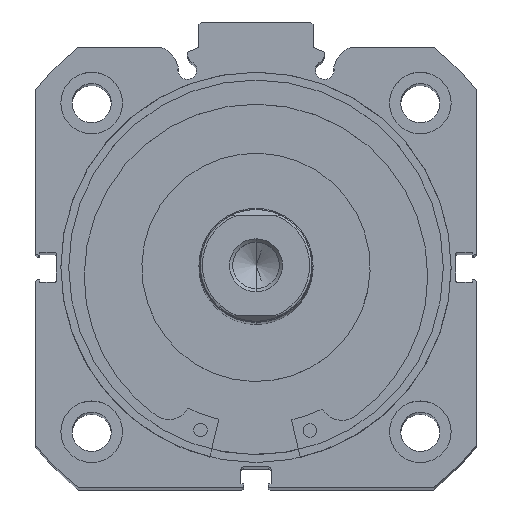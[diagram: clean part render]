
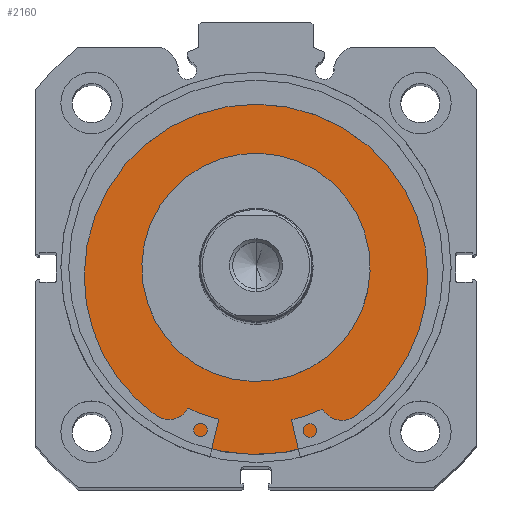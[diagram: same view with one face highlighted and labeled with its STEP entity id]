
A CAD part, top view. The second image highlights one B-rep face of the part: STEP entity #2160.
In plain terms, the highlighted face is planar.
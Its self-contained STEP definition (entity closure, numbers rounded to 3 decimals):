
#310 = EDGE_CURVE ( 'NONE', #1772, #1747, #2923, .T. ) ;
#315 = EDGE_CURVE ( 'NONE', #1767, #1730, #2929, .T. ) ;
#324 = EDGE_CURVE ( 'NONE', #1730, #1767, #2939, .T. ) ;
#325 = EDGE_CURVE ( 'NONE', #1747, #1772, #2941, .T. ) ;
#663 = EDGE_LOOP ( 'NONE', ( #2659, #2660 ) ) ;
#672 = EDGE_LOOP ( 'NONE', ( #2657, #2658 ) ) ;
#1202 = AXIS2_PLACEMENT_3D ( 'NONE', #3756, #3757, #3758 ) ;
#1206 = AXIS2_PLACEMENT_3D ( 'NONE', #3766, #3767, #3768 ) ;
#1211 = AXIS2_PLACEMENT_3D ( 'NONE', #3786, #3793, #3794 ) ;
#1212 = AXIS2_PLACEMENT_3D ( 'NONE', #3789, #3795, #3796 ) ;
#1685 = AXIS2_PLACEMENT_3D ( 'NONE', #7050, #7052, #7053 ) ;
#1730 = VERTEX_POINT ( 'NONE', #6141 ) ;
#1747 = VERTEX_POINT ( 'NONE', #6158 ) ;
#1767 = VERTEX_POINT ( 'NONE', #6178 ) ;
#1772 = VERTEX_POINT ( 'NONE', #6183 ) ;
#2160 = ADVANCED_FACE ( 'NONE', ( #5512, #5517 ), #7051, .F. ) ;
#2657 = ORIENTED_EDGE ( 'NONE', *, *, #315, .F. ) ;
#2658 = ORIENTED_EDGE ( 'NONE', *, *, #324, .F. ) ;
#2659 = ORIENTED_EDGE ( 'NONE', *, *, #310, .T. ) ;
#2660 = ORIENTED_EDGE ( 'NONE', *, *, #325, .T. ) ;
#2923 = CIRCLE ( 'NONE', #1202, 41. ) ;
#2929 = CIRCLE ( 'NONE', #1206, 25. ) ;
#2939 = CIRCLE ( 'NONE', #1211, 25. ) ;
#2941 = CIRCLE ( 'NONE', #1212, 41. ) ;
#3756 = CARTESIAN_POINT ( 'NONE',  ( 4., 0., 0. ) ) ;
#3757 = DIRECTION ( 'NONE',  ( -1., 0., 0. ) ) ;
#3758 = DIRECTION ( 'NONE',  ( 0., 0., 1. ) ) ;
#3766 = CARTESIAN_POINT ( 'NONE',  ( 4., 0., 0. ) ) ;
#3767 = DIRECTION ( 'NONE',  ( -1., 0., 0. ) ) ;
#3768 = DIRECTION ( 'NONE',  ( 0., 0., 1. ) ) ;
#3786 = CARTESIAN_POINT ( 'NONE',  ( 4., 0., 0. ) ) ;
#3789 = CARTESIAN_POINT ( 'NONE',  ( 4., 0., 0. ) ) ;
#3793 = DIRECTION ( 'NONE',  ( -1., 0., 0. ) ) ;
#3794 = DIRECTION ( 'NONE',  ( 0., 0., 1. ) ) ;
#3795 = DIRECTION ( 'NONE',  ( -1., 0., 0. ) ) ;
#3796 = DIRECTION ( 'NONE',  ( 0., 0., 1. ) ) ;
#5512 = FACE_BOUND ( 'NONE', #672, .T. ) ;
#5517 = FACE_OUTER_BOUND ( 'NONE', #663, .T. ) ;
#6141 = CARTESIAN_POINT ( 'NONE',  ( 4., 0., -25. ) ) ;
#6158 = CARTESIAN_POINT ( 'NONE',  ( 4., 0., -41. ) ) ;
#6178 = CARTESIAN_POINT ( 'NONE',  ( 4., 0., 25. ) ) ;
#6183 = CARTESIAN_POINT ( 'NONE',  ( 4., 0., 41. ) ) ;
#7050 = CARTESIAN_POINT ( 'NONE',  ( 4., 41., 0. ) ) ;
#7051 = PLANE ( 'NONE',  #1685 ) ;
#7052 = DIRECTION ( 'NONE',  ( 1., 0., 0. ) ) ;
#7053 = DIRECTION ( 'NONE',  ( 0., 0., -1. ) ) ;
